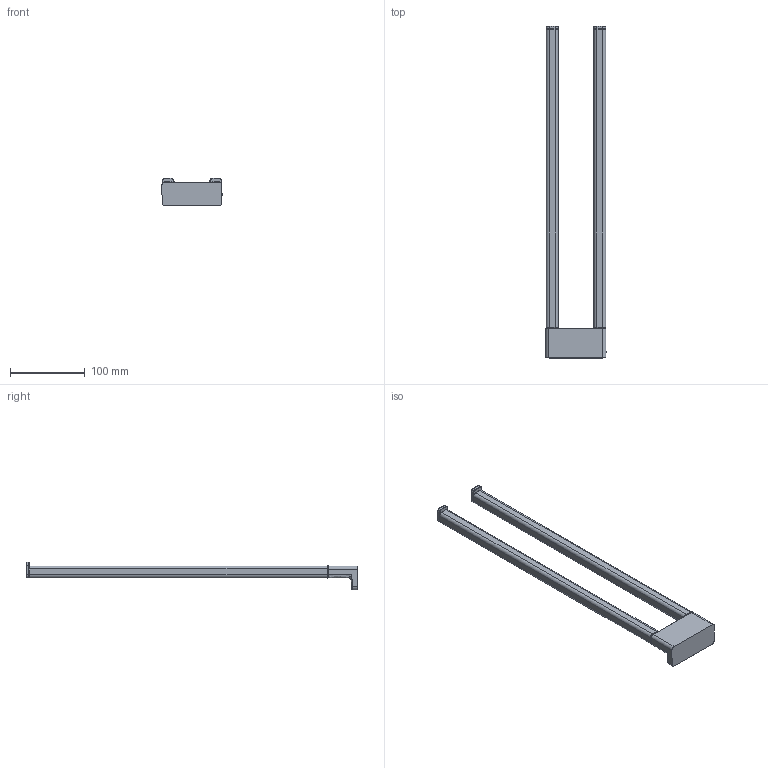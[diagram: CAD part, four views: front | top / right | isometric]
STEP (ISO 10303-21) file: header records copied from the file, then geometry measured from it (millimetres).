
FILE_DESCRIPTION(('CAx-IF Rec.Pracs.---Model Styling and Organization---1.2---2011-12-15','CAx-IF Rec.Pracs.---Geometric and Assembly Validation Properties---4.1---2014-06-16','CAx-IF Rec.Pracs.---PMI Polyline Presentation---2.0---2013-05-24'),'2;1');
FILE_NAME('1000133570_PPA_000.stp','2020-03-10T06:41:55+01:00',(''),(''),'STEP Interface 4.3 by CT CoreTechnologie','3D_Evolution4.3 by CT CoreTechnologie','');
FILE_SCHEMA(('AP203_CONFIGURATION_CONTROLLED_3D_DESIGN_OF_MECHANICAL_PARTS_AND_ASSEMBLIES_MIM_LF'));
Length unit declared in the file: millimetre
Products named in the file (1): P_2 HG AddStoris Handtuchh.zweiarmig 1000133570_PPA_000_A1
Bounding box: 80.67 x 445 x 37.22 mm (x, y, z)
Volume: 196448.9 mm3; surface area: 60332.4 mm2
Topology: 2 solids, 3 shells, 229 faces, 519 edges, 297 vertices
Faces by surface type: cylinder 96, bspline 68, plane 65
Entity records: 11296 total; most frequent: CARTESIAN_POINT 3936, DIRECTION 1050, ORIENTED_EDGE 1036, EDGE_CURVE 520, AXIS2_PLACEMENT_3D 406, VERTEX_POINT 298, CIRCLE 244, VECTOR 238
